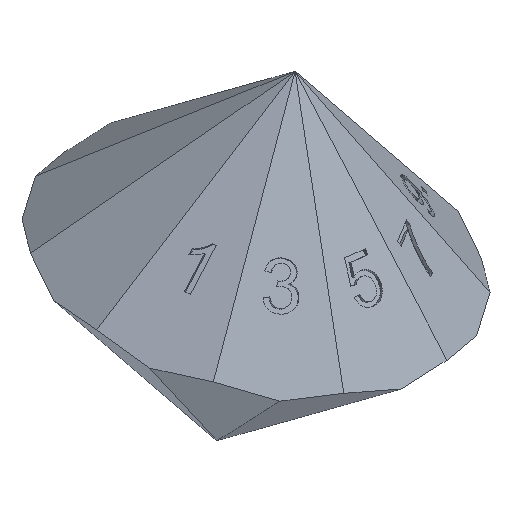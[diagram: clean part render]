
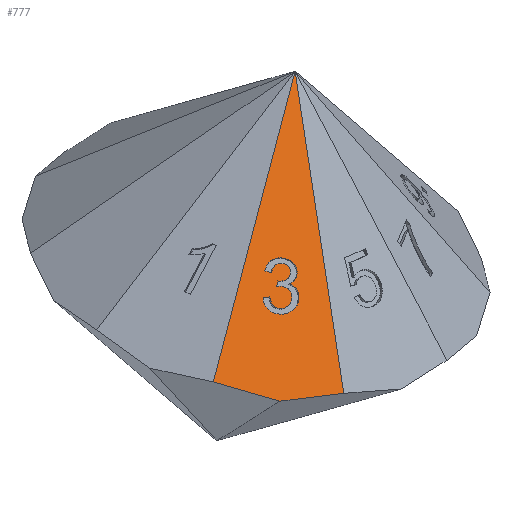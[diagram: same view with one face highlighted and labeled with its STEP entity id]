
A CAD part, isometric view. The second image highlights one B-rep face of the part: STEP entity #777.
In plain terms, the highlighted planar face has unit normal (-0.368, -0.639, 0.675).
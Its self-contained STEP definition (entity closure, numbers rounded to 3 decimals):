
#116=CARTESIAN_POINT('',(71.193,-15.28,8.32));
#117=VERTEX_POINT('',#116);
#469=CARTESIAN_POINT('',(64.826,-25.352,-4.683));
#470=VERTEX_POINT('',#469);
#486=CARTESIAN_POINT('',(71.193,-15.28,8.32));
#487=DIRECTION('',(-0.361,-0.571,-0.737));
#488=VECTOR('',#487,17.637);
#489=LINE('',#486,#488);
#490=EDGE_CURVE('',#117,#470,#489,.T.);
#616=CARTESIAN_POINT('',(52.536,-31.349,-17.052));
#617=DIRECTION('',(-0.368,-0.639,0.675));
#618=DIRECTION('',(-0.164,-0.67,-0.724));
#619=AXIS2_PLACEMENT_3D('',#616,#617,#618);
#620=PLANE('',#619);
#621=CARTESIAN_POINT('',(59.365,-20.89,-3.432));
#622=VERTEX_POINT('',#621);
#623=CARTESIAN_POINT('',(71.193,-15.28,8.32));
#624=DIRECTION('',(-0.672,-0.319,-0.668));
#625=VECTOR('',#624,17.592);
#626=LINE('',#623,#625);
#627=EDGE_CURVE('',#117,#622,#626,.T.);
#628=ORIENTED_EDGE('',*,*,#627,.T.);
#629=CARTESIAN_POINT('',(61.794,-23.52,-4.599));
#630=VERTEX_POINT('',#629);
#631=CARTESIAN_POINT('',(59.365,-20.89,-3.432));
#632=DIRECTION('',(0.645,-0.698,-0.31));
#633=VECTOR('',#632,3.765);
#634=LINE('',#631,#633);
#635=EDGE_CURVE('',#622,#630,#634,.T.);
#636=ORIENTED_EDGE('',*,*,#635,.T.);
#637=CARTESIAN_POINT('',(61.794,-23.52,-4.599));
#638=DIRECTION('',(0.855,-0.517,-0.024));
#639=VECTOR('',#638,3.543);
#640=LINE('',#637,#639);
#641=EDGE_CURVE('',#630,#470,#640,.T.);
#642=ORIENTED_EDGE('',*,*,#641,.T.);
#643=ORIENTED_EDGE('',*,*,#490,.F.);
#644=EDGE_LOOP('',(#628,#636,#642,#643));
#645=FACE_BOUND('',#644,.T.);
#646=CARTESIAN_POINT('',(64.882,-20.271,0.158));
#647=VERTEX_POINT('',#646);
#648=CARTESIAN_POINT('',(64.825,-19.853,0.523));
#649=VERTEX_POINT('',#648);
#650=CARTESIAN_POINT('',(64.882,-20.271,0.158));
#651=CARTESIAN_POINT('',(64.899,-20.288,0.152));
#652=CARTESIAN_POINT('',(64.914,-20.3,0.148));
#653=CARTESIAN_POINT('',(64.925,-20.31,0.145));
#654=CARTESIAN_POINT('',(65.046,-20.406,0.119));
#655=CARTESIAN_POINT('',(65.176,-20.474,0.126));
#656=CARTESIAN_POINT('',(65.315,-20.514,0.164));
#657=CARTESIAN_POINT('',(65.454,-20.554,0.202));
#658=CARTESIAN_POINT('',(65.568,-20.535,0.282));
#659=CARTESIAN_POINT('',(65.657,-20.456,0.405));
#660=CARTESIAN_POINT('',(65.728,-20.394,0.502));
#661=CARTESIAN_POINT('',(65.751,-20.315,0.59));
#662=CARTESIAN_POINT('',(65.726,-20.218,0.669));
#663=CARTESIAN_POINT('',(65.702,-20.121,0.747));
#664=CARTESIAN_POINT('',(65.635,-20.027,0.799));
#665=CARTESIAN_POINT('',(65.523,-19.938,0.822));
#666=CARTESIAN_POINT('',(65.413,-19.85,0.846));
#667=CARTESIAN_POINT('',(65.298,-19.797,0.833));
#668=CARTESIAN_POINT('',(65.177,-19.78,0.784));
#669=CARTESIAN_POINT('',(65.057,-19.762,0.735));
#670=CARTESIAN_POINT('',(64.939,-19.787,0.648));
#671=CARTESIAN_POINT('',(64.825,-19.853,0.523));
#672=B_SPLINE_CURVE_WITH_KNOTS('',3,(#650,#651,#652,#653,#654,#655,#656,#657,#658,#659,#660,#661,#662,#663,#664,#665,#666,#667,#668,#669,#670,#671),.UNSPECIFIED.,.F.,.F.,(4,3,3,3,3,3,3,4),(0.,0.018,0.209,0.399,0.55,0.701,0.851,1.),.UNSPECIFIED.);
#673=EDGE_CURVE('',#647,#649,#672,.T.);
#674=ORIENTED_EDGE('',*,*,#673,.T.);
#675=CARTESIAN_POINT('',(64.575,-19.596,0.631));
#676=VERTEX_POINT('',#675);
#677=CARTESIAN_POINT('',(64.825,-19.853,0.523));
#678=DIRECTION('',(-0.667,0.687,0.287));
#679=VECTOR('',#678,0.374);
#680=LINE('',#677,#679);
#681=EDGE_CURVE('',#649,#676,#680,.T.);
#682=ORIENTED_EDGE('',*,*,#681,.T.);
#683=CARTESIAN_POINT('',(65.31,-20.718,-0.032));
#684=VERTEX_POINT('',#683);
#685=CARTESIAN_POINT('',(64.575,-19.596,0.631));
#686=CARTESIAN_POINT('',(64.738,-19.51,0.801));
#687=CARTESIAN_POINT('',(64.917,-19.485,0.921));
#688=CARTESIAN_POINT('',(65.11,-19.521,0.993));
#689=CARTESIAN_POINT('',(65.304,-19.557,1.064));
#690=CARTESIAN_POINT('',(65.492,-19.648,1.08));
#691=CARTESIAN_POINT('',(65.675,-19.794,1.041));
#692=CARTESIAN_POINT('',(65.801,-19.895,1.014));
#693=CARTESIAN_POINT('',(65.898,-20.004,0.964));
#694=CARTESIAN_POINT('',(65.968,-20.121,0.891));
#695=CARTESIAN_POINT('',(66.037,-20.238,0.818));
#696=CARTESIAN_POINT('',(66.069,-20.347,0.732));
#697=CARTESIAN_POINT('',(66.061,-20.448,0.633));
#698=CARTESIAN_POINT('',(66.054,-20.549,0.534));
#699=CARTESIAN_POINT('',(66.015,-20.63,0.435));
#700=CARTESIAN_POINT('',(65.944,-20.693,0.337));
#701=CARTESIAN_POINT('',(65.877,-20.753,0.244));
#702=CARTESIAN_POINT('',(65.789,-20.785,0.165));
#703=CARTESIAN_POINT('',(65.68,-20.792,0.1));
#704=CARTESIAN_POINT('',(65.571,-20.798,0.035));
#705=CARTESIAN_POINT('',(65.447,-20.773,-0.009));
#706=CARTESIAN_POINT('',(65.31,-20.718,-0.032));
#707=B_SPLINE_CURVE_WITH_KNOTS('',3,(#685,#686,#687,#688,#689,#690,#691,#692,#693,#694,#695,#696,#697,#698,#699,#700,#701,#702,#703,#704,#705,#706),.UNSPECIFIED.,.F.,.F.,(4,3,3,3,3,3,3,4),(0.,0.09,0.181,0.243,0.306,0.368,0.427,0.487),.UNSPECIFIED.);
#708=EDGE_CURVE('',#676,#684,#707,.T.);
#709=ORIENTED_EDGE('',*,*,#708,.T.);
#710=CARTESIAN_POINT('',(63.795,-20.236,-0.4));
#711=VERTEX_POINT('',#710);
#712=CARTESIAN_POINT('',(65.31,-20.718,-0.032));
#713=CARTESIAN_POINT('',(65.425,-20.846,-0.09));
#714=CARTESIAN_POINT('',(65.487,-20.97,-0.174));
#715=CARTESIAN_POINT('',(65.495,-21.089,-0.283));
#716=CARTESIAN_POINT('',(65.504,-21.209,-0.391));
#717=CARTESIAN_POINT('',(65.457,-21.314,-0.515));
#718=CARTESIAN_POINT('',(65.356,-21.403,-0.655));
#719=CARTESIAN_POINT('',(65.22,-21.523,-0.843));
#720=CARTESIAN_POINT('',(65.031,-21.566,-0.987));
#721=CARTESIAN_POINT('',(64.789,-21.532,-1.086));
#722=CARTESIAN_POINT('',(64.547,-21.498,-1.186));
#723=CARTESIAN_POINT('',(64.314,-21.391,-1.212));
#724=CARTESIAN_POINT('',(64.089,-21.211,-1.164));
#725=CARTESIAN_POINT('',(63.887,-21.049,-1.121));
#726=CARTESIAN_POINT('',(63.759,-20.878,-1.028));
#727=CARTESIAN_POINT('',(63.707,-20.699,-0.887));
#728=CARTESIAN_POINT('',(63.655,-20.52,-0.746));
#729=CARTESIAN_POINT('',(63.684,-20.366,-0.584));
#730=CARTESIAN_POINT('',(63.795,-20.236,-0.4));
#731=B_SPLINE_CURVE_WITH_KNOTS('',3,(#712,#713,#714,#715,#716,#717,#718,#719,#720,#721,#722,#723,#724,#725,#726,#727,#728,#729,#730),.UNSPECIFIED.,.F.,.F.,(4,3,3,3,3,3,4),(0.487,0.559,0.63,0.728,0.825,0.912,1.),.UNSPECIFIED.);
#732=EDGE_CURVE('',#684,#711,#731,.T.);
#733=ORIENTED_EDGE('',*,*,#732,.T.);
#734=CARTESIAN_POINT('',(64.104,-20.44,-0.425));
#735=VERTEX_POINT('',#734);
#736=CARTESIAN_POINT('',(63.795,-20.236,-0.4));
#737=DIRECTION('',(0.832,-0.55,-0.068));
#738=VECTOR('',#737,0.371);
#739=LINE('',#736,#738);
#740=EDGE_CURVE('',#711,#735,#739,.T.);
#741=ORIENTED_EDGE('',*,*,#740,.T.);
#742=CARTESIAN_POINT('',(64.682,-20.395,-0.068));
#743=VERTEX_POINT('',#742);
#744=CARTESIAN_POINT('',(64.104,-20.44,-0.425));
#745=CARTESIAN_POINT('',(64.028,-20.562,-0.582));
#746=CARTESIAN_POINT('',(64.005,-20.675,-0.702));
#747=CARTESIAN_POINT('',(64.036,-20.78,-0.785));
#748=CARTESIAN_POINT('',(64.066,-20.885,-0.868));
#749=CARTESIAN_POINT('',(64.137,-20.983,-0.921));
#750=CARTESIAN_POINT('',(64.25,-21.073,-0.945));
#751=CARTESIAN_POINT('',(64.383,-21.179,-0.973));
#752=CARTESIAN_POINT('',(64.527,-21.242,-0.954));
#753=CARTESIAN_POINT('',(64.681,-21.26,-0.888));
#754=CARTESIAN_POINT('',(64.836,-21.279,-0.821));
#755=CARTESIAN_POINT('',(64.959,-21.247,-0.724));
#756=CARTESIAN_POINT('',(65.051,-21.166,-0.596));
#757=CARTESIAN_POINT('',(65.139,-21.088,-0.475));
#758=CARTESIAN_POINT('',(65.17,-20.99,-0.366));
#759=CARTESIAN_POINT('',(65.142,-20.871,-0.269));
#760=CARTESIAN_POINT('',(65.114,-20.753,-0.172));
#761=CARTESIAN_POINT('',(65.034,-20.641,-0.109));
#762=CARTESIAN_POINT('',(64.903,-20.536,-0.081));
#763=CARTESIAN_POINT('',(64.85,-20.493,-0.07));
#764=CARTESIAN_POINT('',(64.776,-20.446,-0.065));
#765=CARTESIAN_POINT('',(64.682,-20.395,-0.068));
#766=B_SPLINE_CURVE_WITH_KNOTS('',3,(#744,#745,#746,#747,#748,#749,#750,#751,#752,#753,#754,#755,#756,#757,#758,#759,#760,#761,#762,#763,#764,#765),.UNSPECIFIED.,.F.,.F.,(4,3,3,3,3,3,3,4),(0.,0.141,0.282,0.449,0.616,0.775,0.935,1.),.UNSPECIFIED.);
#767=EDGE_CURVE('',#735,#743,#766,.T.);
#768=ORIENTED_EDGE('',*,*,#767,.T.);
#769=CARTESIAN_POINT('',(64.682,-20.395,-0.068));
#770=DIRECTION('',(0.614,0.379,0.693));
#771=VECTOR('',#770,0.326);
#772=LINE('',#769,#771);
#773=EDGE_CURVE('',#743,#647,#772,.T.);
#774=ORIENTED_EDGE('',*,*,#773,.T.);
#775=EDGE_LOOP('',(#674,#682,#709,#733,#741,#768,#774));
#776=FACE_BOUND('',#775,.T.);
#777=ADVANCED_FACE('',(#645,#776),#620,.T.);
